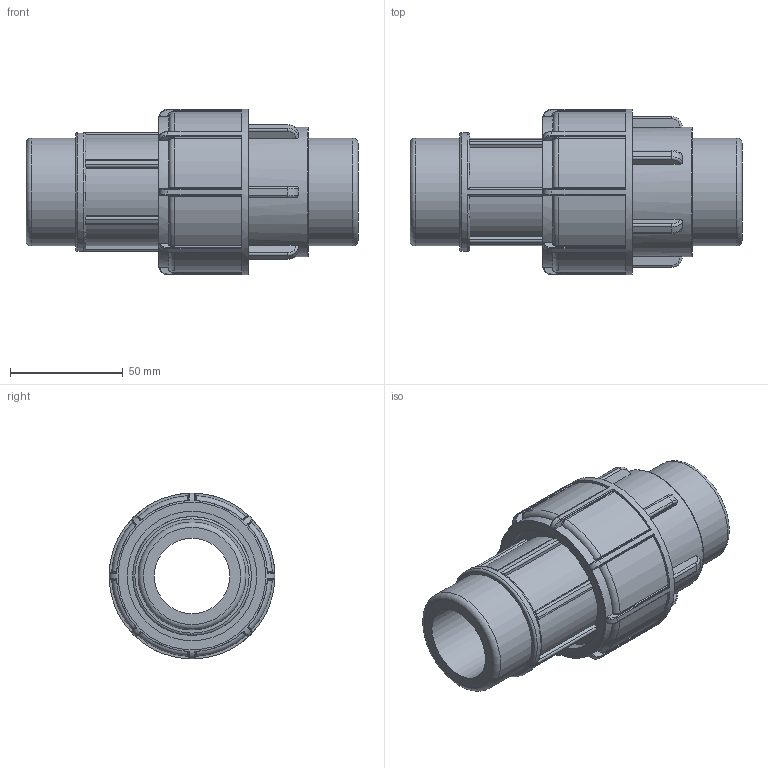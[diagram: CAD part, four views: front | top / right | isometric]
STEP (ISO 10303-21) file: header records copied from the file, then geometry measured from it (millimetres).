
FILE_DESCRIPTION(/* description */ ('PLASSON L.14 UNION ADAPTOR MALE/MALE (SILVER) 1.1/2"-1.1/2"'),/* implementation_level */ '2;1');
FILE_NAME(/* name */ '1402M015015.ipt.stp',/* time_stamp */ '2018-04-09T13:02:55+03:00',/* author */ ('KIM'),/* organization */ (''),/* preprocessor_version */ 'ST-DEVELOPER v15.6',/* originating_system */ 'Autodesk Inventor 2015',/* authorisation */ '');
FILE_SCHEMA (('AUTOMOTIVE_DESIGN { 1 0 10303 214 3 1 1 }'));
Length unit declared in the file: millimetre
Products named in the file (1): 1402M015015
Bounding box: 147 x 73.4 x 73.4 mm (x, y, z)
Volume: 244342.2 mm3; surface area: 51904.1 mm2
Topology: 1 solids, 1 shells, 250 faces, 652 edges, 409 vertices
Faces by surface type: cylinder 108, plane 84, bspline 32, torus 26
Full cylindrical faces by diameter (mm): 33.462 x1, 47.803 x2, 52.583 x1, 57.364 x2, 73.4 x1
Entity records: 8904 total; most frequent: CARTESIAN_POINT 2914, ORIENTED_EDGE 1274, DIRECTION 1226, EDGE_CURVE 637, AXIS2_PLACEMENT_3D 482, VERTEX_POINT 406, EDGE_LOOP 269, CIRCLE 263
